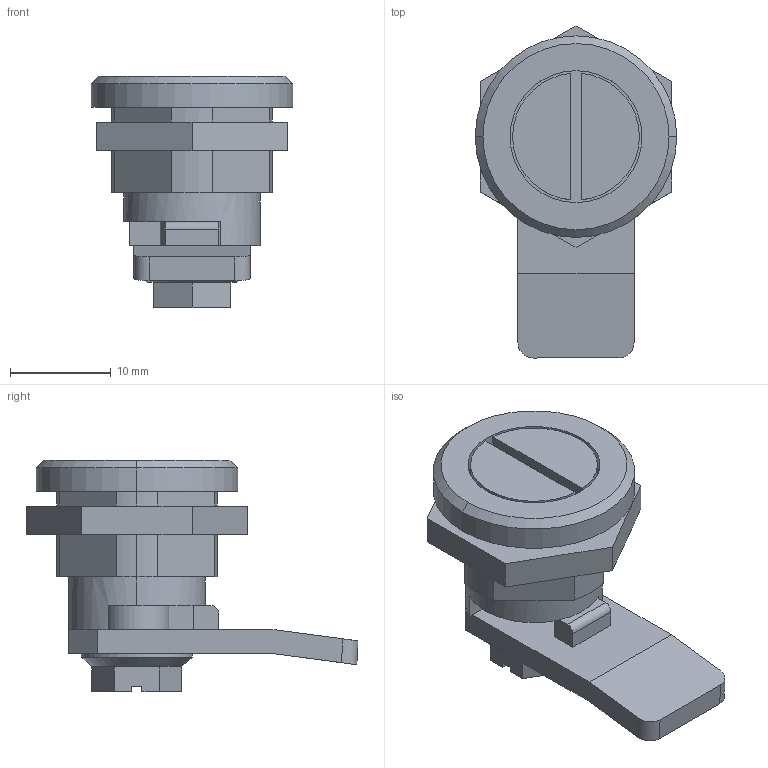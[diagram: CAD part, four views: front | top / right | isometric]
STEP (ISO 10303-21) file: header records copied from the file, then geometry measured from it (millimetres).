
FILE_DESCRIPTION (( 'STEP AP203' ), '1' );
FILE_NAME ('EJSSQTR_Default.step', '2019-11-13T20:08:58', ( '' ), ( '' ), 'SwSTEP 2.0', 'SolidWorks 2019', '' );
FILE_SCHEMA (( 'CONFIG_CONTROL_DESIGN' ));
Length unit declared in the file: inch
Products named in the file (1): EJSSQTR_Default
Bounding box: 20.02 x 32.96 x 22.99 mm (x, y, z)
Volume: 4481.3 mm3; surface area: 2696.4 mm2
Topology: 1 solids, 1 shells, 100 faces, 260 edges, 169 vertices
Faces by surface type: plane 71, cylinder 25, cone 4
Entity records: 3137 total; most frequent: CARTESIAN_POINT 578, ORIENTED_EDGE 520, DIRECTION 508, EDGE_CURVE 260, VECTOR 182, LINE 182, VERTEX_POINT 169, AXIS2_PLACEMENT_3D 163
